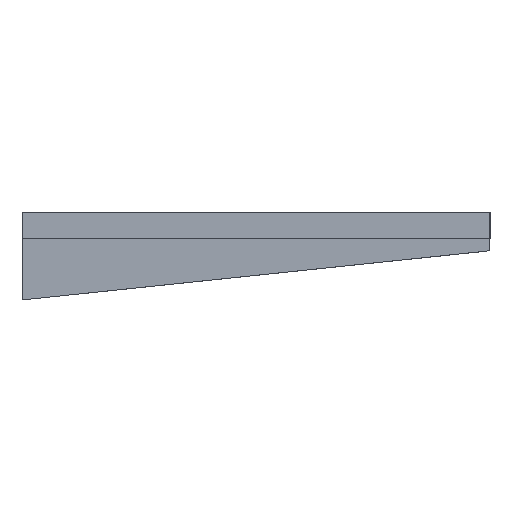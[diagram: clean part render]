
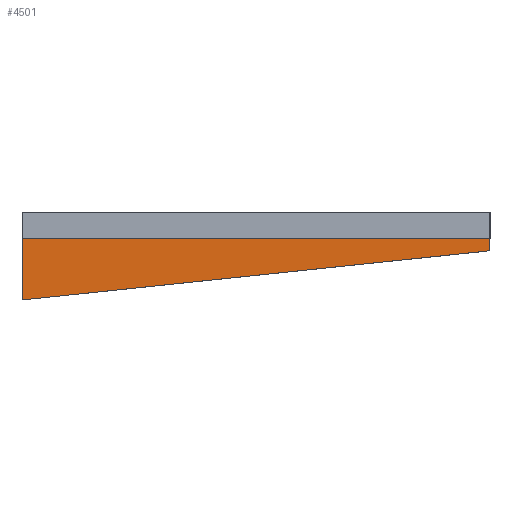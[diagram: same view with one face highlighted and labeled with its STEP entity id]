
A CAD part, left-side view. The second image highlights one B-rep face of the part: STEP entity #4501.
In plain terms, the highlighted face is a extrusion surface.
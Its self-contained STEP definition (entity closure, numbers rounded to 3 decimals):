
#22 = VERTEX_POINT('',#23);
#23 = CARTESIAN_POINT('',(0.,0.,0.));
#31 = SURFACE_OF_LINEAR_EXTRUSION('',#32,#35);
#32 = B_SPLINE_CURVE_WITH_KNOTS('',1,(#33,#34),.UNSPECIFIED.,.F.,.F.,(2,
    2),(0.,349597312.),.PIECEWISE_BEZIER_KNOTS.);
#33 = CARTESIAN_POINT('',(0.,0.,0.));
#34 = CARTESIAN_POINT('',(349.597,0.,0.));
#35 = VECTOR('',#36,1.);
#36 = DIRECTION('',(0.,0.,1.));
#44 = PLANE('',#45);
#45 = AXIS2_PLACEMENT_3D('',#46,#47,#48);
#46 = CARTESIAN_POINT('',(174.799,-58.131,0.));
#47 = DIRECTION('',(0.,0.,1.));
#48 = DIRECTION('',(1.,0.,0.));
#55 = EDGE_CURVE('',#22,#56,#58,.T.);
#56 = VERTEX_POINT('',#57);
#57 = CARTESIAN_POINT('',(0.,0.,-15.231));
#58 = SURFACE_CURVE('',#59,(#63,#70),.PCURVE_S1.);
#59 = LINE('',#60,#61);
#60 = CARTESIAN_POINT('',(0.,0.,0.));
#61 = VECTOR('',#62,1.);
#62 = DIRECTION('',(0.,0.,-1.));
#63 = PCURVE('',#31,#64);
#64 = DEFINITIONAL_REPRESENTATION('',(#65),#69);
#65 = LINE('',#66,#67);
#66 = CARTESIAN_POINT('',(0.,0.));
#67 = VECTOR('',#68,1.);
#68 = DIRECTION('',(0.,-1.));
#69 = ( GEOMETRIC_REPRESENTATION_CONTEXT(2) 
PARAMETRIC_REPRESENTATION_CONTEXT() REPRESENTATION_CONTEXT('2D SPACE',''
  ) );
#70 = PCURVE('',#71,#77);
#71 = SURFACE_OF_LINEAR_EXTRUSION('',#72,#75);
#72 = B_SPLINE_CURVE_WITH_KNOTS('',1,(#73,#74),.UNSPECIFIED.,.F.,.F.,(2,
    2),(0.,116262312.),.PIECEWISE_BEZIER_KNOTS.);
#73 = CARTESIAN_POINT('',(0.,-116.262,0.));
#74 = CARTESIAN_POINT('',(0.,0.,0.));
#75 = VECTOR('',#76,1.);
#76 = DIRECTION('',(0.,0.,1.));
#77 = DEFINITIONAL_REPRESENTATION('',(#78),#82);
#78 = LINE('',#79,#80);
#79 = CARTESIAN_POINT('',(116262312.,0.));
#80 = VECTOR('',#81,1.);
#81 = DIRECTION('',(0.,-1.));
#82 = ( GEOMETRIC_REPRESENTATION_CONTEXT(2) 
PARAMETRIC_REPRESENTATION_CONTEXT() REPRESENTATION_CONTEXT('2D SPACE',''
  ) );
#122 = PLANE('',#123);
#123 = AXIS2_PLACEMENT_3D('',#124,#125,#126);
#124 = CARTESIAN_POINT('',(-75.,-154.321,0.988));
#125 = DIRECTION('',(0.,0.105,0.995));
#126 = DIRECTION('',(1.,0.,0.));
#1222 = EDGE_CURVE('',#1223,#22,#1225,.T.);
#1223 = VERTEX_POINT('',#1224);
#1224 = CARTESIAN_POINT('',(0.,-116.262,0.));
#1225 = SURFACE_CURVE('',#1226,(#1229,#1235),.PCURVE_S1.);
#1226 = B_SPLINE_CURVE_WITH_KNOTS('',1,(#1227,#1228),.UNSPECIFIED.,.F.,
  .F.,(2,2),(0.,116262312.),.PIECEWISE_BEZIER_KNOTS.);
#1227 = CARTESIAN_POINT('',(0.,-116.262,0.));
#1228 = CARTESIAN_POINT('',(0.,0.,0.));
#1229 = PCURVE('',#44,#1230);
#1230 = DEFINITIONAL_REPRESENTATION('',(#1231),#1234);
#1231 = B_SPLINE_CURVE_WITH_KNOTS('',1,(#1232,#1233),.UNSPECIFIED.,.F.,
  .F.,(2,2),(0.,116262312.),.PIECEWISE_BEZIER_KNOTS.);
#1232 = CARTESIAN_POINT('',(-174.799,-58.131));
#1233 = CARTESIAN_POINT('',(-174.799,58.131));
#1234 = ( GEOMETRIC_REPRESENTATION_CONTEXT(2) 
PARAMETRIC_REPRESENTATION_CONTEXT() REPRESENTATION_CONTEXT('2D SPACE',''
  ) );
#1235 = PCURVE('',#71,#1236);
#1236 = DEFINITIONAL_REPRESENTATION('',(#1237),#1241);
#1237 = LINE('',#1238,#1239);
#1238 = CARTESIAN_POINT('',(0.,0.));
#1239 = VECTOR('',#1240,1.);
#1240 = DIRECTION('',(1.,0.));
#1241 = ( GEOMETRIC_REPRESENTATION_CONTEXT(2) 
PARAMETRIC_REPRESENTATION_CONTEXT() REPRESENTATION_CONTEXT('2D SPACE',''
  ) );
#1257 = SURFACE_OF_LINEAR_EXTRUSION('',#1258,#1261);
#1258 = B_SPLINE_CURVE_WITH_KNOTS('',1,(#1259,#1260),.UNSPECIFIED.,.F.,
  .F.,(2,2),(0.,349597312.),.PIECEWISE_BEZIER_KNOTS.);
#1259 = CARTESIAN_POINT('',(349.597,-116.262,0.));
#1260 = CARTESIAN_POINT('',(0.,-116.262,0.));
#1261 = VECTOR('',#1262,1.);
#1262 = DIRECTION('',(0.,0.,1.));
#3997 = EDGE_CURVE('',#56,#3998,#4000,.T.);
#3998 = VERTEX_POINT('',#3999);
#3999 = CARTESIAN_POINT('',(0.,-116.262,-3.012));
#4000 = SURFACE_CURVE('',#4001,(#4007,#4016),.PCURVE_S1.);
#4001 = B_SPLINE_CURVE_WITH_KNOTS('',4,(#4002,#4003,#4004,#4005,#4006),
  .UNSPECIFIED.,.F.,.F.,(5,5),(0.,1.),.PIECEWISE_BEZIER_KNOTS.);
#4002 = CARTESIAN_POINT('',(0.,0.,
    -15.231));
#4003 = CARTESIAN_POINT('',(0.,-29.066,
    -12.177));
#4004 = CARTESIAN_POINT('',(0.,-58.131,
    -9.122));
#4005 = CARTESIAN_POINT('',(0.,-87.197,-6.067
    ));
#4006 = CARTESIAN_POINT('',(0.,-116.262,
    -3.012));
#4007 = PCURVE('',#122,#4008);
#4008 = DEFINITIONAL_REPRESENTATION('',(#4009),#4015);
#4009 = B_SPLINE_CURVE_WITH_KNOTS('',4,(#4010,#4011,#4012,#4013,#4014),
  .UNSPECIFIED.,.F.,.F.,(5,5),(0.,1.),.PIECEWISE_BEZIER_KNOTS.);
#4010 = CARTESIAN_POINT('',(75.,155.171));
#4011 = CARTESIAN_POINT('',(75.,125.945));
#4012 = CARTESIAN_POINT('',(75.,96.719));
#4013 = CARTESIAN_POINT('',(75.,67.494));
#4014 = CARTESIAN_POINT('',(75.,38.268));
#4015 = ( GEOMETRIC_REPRESENTATION_CONTEXT(2) 
PARAMETRIC_REPRESENTATION_CONTEXT() REPRESENTATION_CONTEXT('2D SPACE',''
  ) );
#4016 = PCURVE('',#71,#4017);
#4017 = DEFINITIONAL_REPRESENTATION('',(#4018),#4024);
#4018 = B_SPLINE_CURVE_WITH_KNOTS('',4,(#4019,#4020,#4021,#4022,#4023),
  .UNSPECIFIED.,.F.,.F.,(5,5),(0.,1.),.PIECEWISE_BEZIER_KNOTS.);
#4019 = CARTESIAN_POINT('',(116262312.,-15.231));
#4020 = CARTESIAN_POINT('',(87196734.,-12.177));
#4021 = CARTESIAN_POINT('',(58131156.,-9.122));
#4022 = CARTESIAN_POINT('',(29065578.,-6.067));
#4023 = CARTESIAN_POINT('',(0.,-3.012));
#4024 = ( GEOMETRIC_REPRESENTATION_CONTEXT(2) 
PARAMETRIC_REPRESENTATION_CONTEXT() REPRESENTATION_CONTEXT('2D SPACE',''
  ) );
#4501 = ADVANCED_FACE('',(#4502),#71,.F.);
#4502 = FACE_BOUND('',#4503,.F.);
#4503 = EDGE_LOOP('',(#4504,#4505,#4526,#4527));
#4504 = ORIENTED_EDGE('',*,*,#1222,.F.);
#4505 = ORIENTED_EDGE('',*,*,#4506,.T.);
#4506 = EDGE_CURVE('',#1223,#3998,#4507,.T.);
#4507 = SURFACE_CURVE('',#4508,(#4512,#4519),.PCURVE_S1.);
#4508 = LINE('',#4509,#4510);
#4509 = CARTESIAN_POINT('',(0.,-116.262,0.));
#4510 = VECTOR('',#4511,1.);
#4511 = DIRECTION('',(0.,0.,-1.));
#4512 = PCURVE('',#71,#4513);
#4513 = DEFINITIONAL_REPRESENTATION('',(#4514),#4518);
#4514 = LINE('',#4515,#4516);
#4515 = CARTESIAN_POINT('',(0.,0.));
#4516 = VECTOR('',#4517,1.);
#4517 = DIRECTION('',(0.,-1.));
#4518 = ( GEOMETRIC_REPRESENTATION_CONTEXT(2) 
PARAMETRIC_REPRESENTATION_CONTEXT() REPRESENTATION_CONTEXT('2D SPACE',''
  ) );
#4519 = PCURVE('',#1257,#4520);
#4520 = DEFINITIONAL_REPRESENTATION('',(#4521),#4525);
#4521 = LINE('',#4522,#4523);
#4522 = CARTESIAN_POINT('',(349597312.,0.));
#4523 = VECTOR('',#4524,1.);
#4524 = DIRECTION('',(0.,-1.));
#4525 = ( GEOMETRIC_REPRESENTATION_CONTEXT(2) 
PARAMETRIC_REPRESENTATION_CONTEXT() REPRESENTATION_CONTEXT('2D SPACE',''
  ) );
#4526 = ORIENTED_EDGE('',*,*,#3997,.F.);
#4527 = ORIENTED_EDGE('',*,*,#55,.F.);
